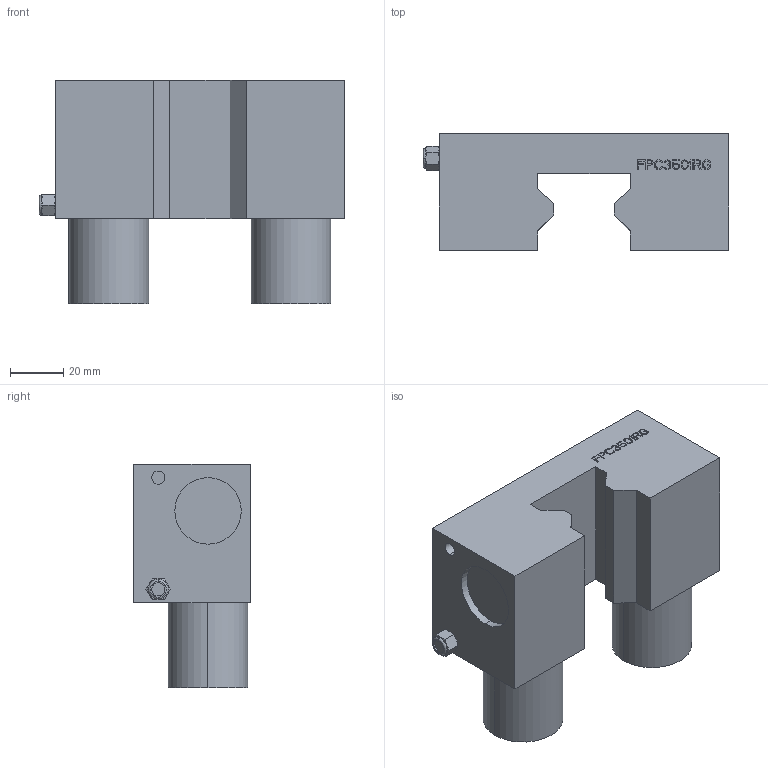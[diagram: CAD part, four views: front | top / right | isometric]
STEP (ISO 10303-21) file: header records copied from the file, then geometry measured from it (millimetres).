
FILE_DESCRIPTION((''),'2;1');
FILE_NAME('FPC3501RG','2022-10-15T10:58:17',('lx'),(''),'CREO PARAMETRIC BY PTC INC, 2018100','CREO PARAMETRIC BY PTC INC, 2018100','');
FILE_SCHEMA(('CONFIG_CONTROL_DESIGN'));
Length unit declared in the file: millimetre
Products named in the file (1): FPC3501RG
Bounding box: 115 x 44 x 84 mm (x, y, z)
Volume: 228598.5 mm3; surface area: 39927.7 mm2
Topology: 1 solids, 4 shells, 402 faces, 1092 edges, 723 vertices
Faces by surface type: plane 348, cylinder 34, cone 16, torus 2, sphere 2
Entity records: 12562 total; most frequent: CARTESIAN_POINT 2329, ORIENTED_EDGE 2180, DIRECTION 1968, EDGE_CURVE 1090, VECTOR 968, LINE 968, VERTEX_POINT 723, AXIS2_PLACEMENT_3D 500
